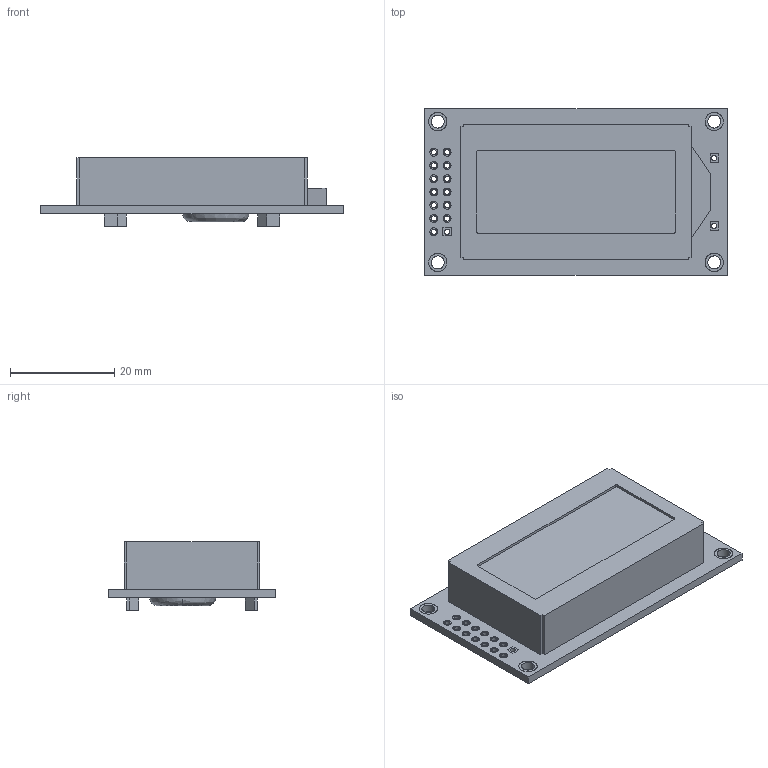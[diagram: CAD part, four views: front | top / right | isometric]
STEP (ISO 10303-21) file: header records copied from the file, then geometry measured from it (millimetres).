
FILE_DESCRIPTION (( 'STEP AP214' ), '1' );
FILE_NAME ('NHD-0208BZ-FSW-GBW-33V3.STEP', '2023-09-05T13:12:01', ( 'USER' ), ( '' ), 'SwSTEP 2.0', 'SolidWorks 2016', '' );
FILE_SCHEMA (( 'AUTOMOTIVE_DESIGN' ));
Length unit declared in the file: millimetre
Products named in the file (1): NHD-0208BZ-FSW-GBW-33V3
Bounding box: 58 x 32 x 13.2 mm (x, y, z)
Volume: 13515 mm3; surface area: 5594.7 mm2
Topology: 1 solids, 1 shells, 217 faces, 528 edges, 360 vertices
Faces by surface type: plane 137, cylinder 78, bspline 2
Entity records: 13025 total; most frequent: CARTESIAN_POINT 5970, ORIENTED_EDGE 1056, DIRECTION 736, EDGE_CURVE 528, VERTEX_POINT 360, EDGE_LOOP 304, VECTOR 300, LINE 300
